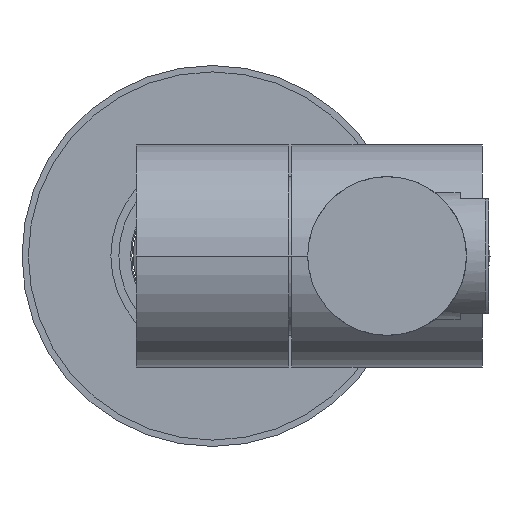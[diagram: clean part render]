
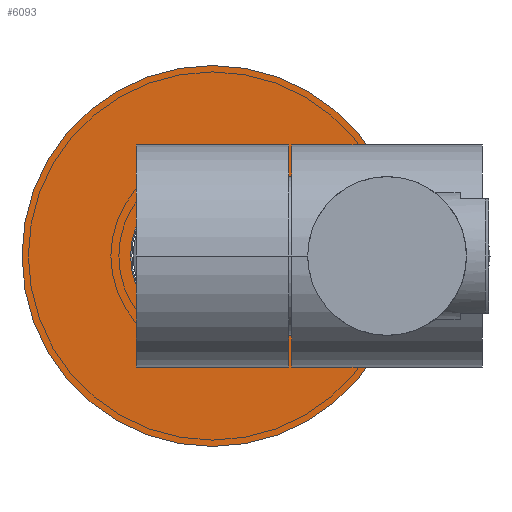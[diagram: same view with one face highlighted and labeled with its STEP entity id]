
A CAD part, front view. The second image highlights one B-rep face of the part: STEP entity #6093.
In plain terms, the highlighted face is planar.
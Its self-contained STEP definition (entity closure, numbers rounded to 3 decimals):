
#5768=CARTESIAN_POINT('',(0.,0.,0.));
#5769=DIRECTION('',(0.,0.,1.));
#5770=DIRECTION('',(-1.,0.,0.));
#5771=AXIS2_PLACEMENT_3D('',#5768,#5769,#5770);
#5773=CARTESIAN_POINT('',(0.,0.,0.));
#5774=DIRECTION('',(0.,0.,-1.));
#5775=DIRECTION('',(-1.,0.,0.));
#5776=AXIS2_PLACEMENT_3D('',#5773,#5774,#5775);
#5778=CARTESIAN_POINT('',(0.,0.,0.));
#5779=DIRECTION('',(0.,0.,1.));
#5780=DIRECTION('',(1.,0.,0.));
#5781=AXIS2_PLACEMENT_3D('',#5778,#5779,#5780);
#5783=CARTESIAN_POINT('',(0.,0.,0.));
#5784=DIRECTION('',(0.,0.,1.));
#5785=DIRECTION('',(-1.,0.,0.));
#5786=AXIS2_PLACEMENT_3D('',#5783,#5784,#5785);
#6025=CARTESIAN_POINT('',(-30.,0.,0.));
#6027=VERTEX_POINT('',#6025);
#6041=CARTESIAN_POINT('',(30.,0.,0.));
#6043=VERTEX_POINT('',#6041);
#6048=CARTESIAN_POINT('',(12.9,0.,0.));
#6049=CARTESIAN_POINT('',(-12.9,0.,0.));
#6050=VERTEX_POINT('',#6048);
#6051=VERTEX_POINT('',#6049);
#6076=CARTESIAN_POINT('',(0.,0.,0.));
#6077=DIRECTION('',(0.,0.,-1.));
#6078=DIRECTION('',(1.,0.,0.));
#6079=AXIS2_PLACEMENT_3D('',#6076,#6077,#6078);
#6080=PLANE('',#6079);
#6082=ORIENTED_EDGE('',*,*,#6081,.F.);
#6084=ORIENTED_EDGE('',*,*,#6083,.T.);
#6085=EDGE_LOOP('',(#6082,#6084));
#6086=FACE_OUTER_BOUND('',#6085,.F.);
#6088=ORIENTED_EDGE('',*,*,#6087,.T.);
#6090=ORIENTED_EDGE('',*,*,#6089,.T.);
#6091=EDGE_LOOP('',(#6088,#6090));
#6092=FACE_BOUND('',#6091,.F.);
#5772=CIRCLE('',#5771,30.);
#5777=CIRCLE('',#5776,30.);
#5782=CIRCLE('',#5781,12.9);
#5787=CIRCLE('',#5786,12.9);
#6081=EDGE_CURVE('',#6027,#6043,#5772,.T.);
#6083=EDGE_CURVE('',#6027,#6043,#5777,.T.);
#6087=EDGE_CURVE('',#6050,#6051,#5782,.T.);
#6089=EDGE_CURVE('',#6051,#6050,#5787,.T.);
#6093=ADVANCED_FACE('',(#6086,#6092),#6080,.F.);
